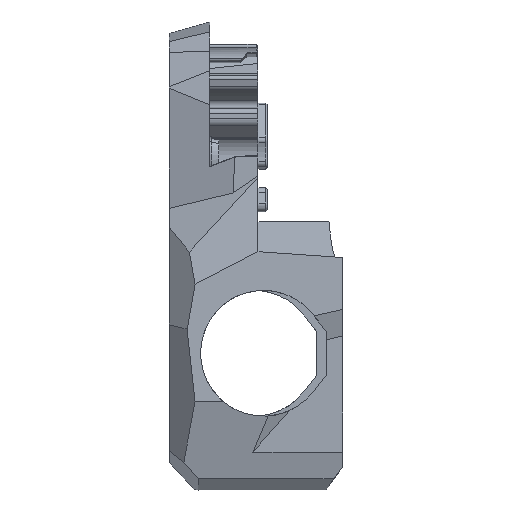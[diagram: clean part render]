
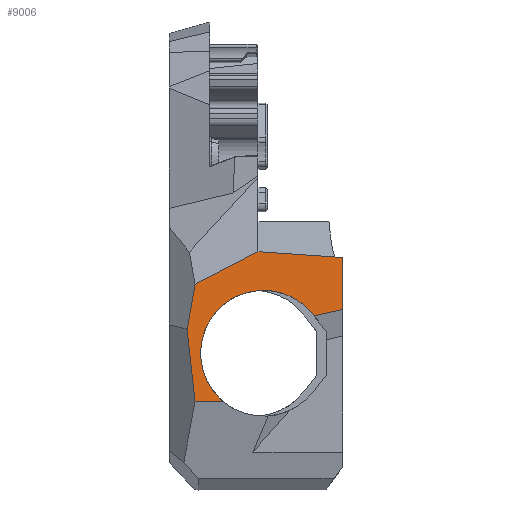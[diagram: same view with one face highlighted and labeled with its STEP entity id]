
A CAD part, front view. The second image highlights one B-rep face of the part: STEP entity #9006.
In plain terms, the highlighted planar face has unit normal (0, -0.999, 0.043).
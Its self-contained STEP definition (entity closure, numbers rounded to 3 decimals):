
#35=ELLIPSE('',#9519,13.262,13.25);
#784=FACE_OUTER_BOUND('',#1294,.T.);
#1294=EDGE_LOOP('',(#6938,#6939,#6940,#6941,#6942,#6943,#6944,#6945,#6946,
#6947));
#1906=LINE('',#13331,#2895);
#2125=LINE('',#16951,#3114);
#2159=LINE('',#17068,#3148);
#2160=LINE('',#17069,#3149);
#2161=LINE('',#17071,#3150);
#2162=LINE('',#17073,#3151);
#2163=LINE('',#17075,#3152);
#2164=LINE('',#17077,#3153);
#2165=LINE('',#17078,#3154);
#2895=VECTOR('',#10675,1000.);
#3114=VECTOR('',#11274,1000.);
#3148=VECTOR('',#11404,1000.);
#3149=VECTOR('',#11405,1000.);
#3150=VECTOR('',#11406,1000.);
#3151=VECTOR('',#11407,1000.);
#3152=VECTOR('',#11408,1000.);
#3153=VECTOR('',#11409,1000.);
#3154=VECTOR('',#11410,1000.);
#3830=VERTEX_POINT('',#13328);
#3831=VERTEX_POINT('',#13330);
#3933=VERTEX_POINT('',#13727);
#3934=VERTEX_POINT('',#13729);
#4119=VERTEX_POINT('',#16868);
#4191=VERTEX_POINT('',#17067);
#4192=VERTEX_POINT('',#17070);
#4193=VERTEX_POINT('',#17072);
#4194=VERTEX_POINT('',#17074);
#4195=VERTEX_POINT('',#17076);
#4777=EDGE_CURVE('',#3831,#3830,#1906,.T.);
#4898=EDGE_CURVE('',#3933,#3934,#35,.T.);
#5162=EDGE_CURVE('',#3830,#4119,#2125,.T.);
#5220=EDGE_CURVE('',#4191,#3933,#2159,.T.);
#5221=EDGE_CURVE('',#4191,#3831,#2160,.T.);
#5222=EDGE_CURVE('',#4119,#4192,#2161,.T.);
#5223=EDGE_CURVE('',#4192,#4193,#2162,.T.);
#5224=EDGE_CURVE('',#4193,#4194,#2163,.T.);
#5225=EDGE_CURVE('',#4194,#4195,#2164,.T.);
#5226=EDGE_CURVE('',#4195,#3934,#2165,.T.);
#6938=ORIENTED_EDGE('',*,*,#5220,.F.);
#6939=ORIENTED_EDGE('',*,*,#5221,.T.);
#6940=ORIENTED_EDGE('',*,*,#4777,.T.);
#6941=ORIENTED_EDGE('',*,*,#5162,.T.);
#6942=ORIENTED_EDGE('',*,*,#5222,.T.);
#6943=ORIENTED_EDGE('',*,*,#5223,.T.);
#6944=ORIENTED_EDGE('',*,*,#5224,.T.);
#6945=ORIENTED_EDGE('',*,*,#5225,.T.);
#6946=ORIENTED_EDGE('',*,*,#5226,.T.);
#6947=ORIENTED_EDGE('',*,*,#4898,.F.);
#8615=PLANE('',#9700);
#9006=ADVANCED_FACE('',(#784),#8615,.F.);
#9519=AXIS2_PLACEMENT_3D('',#13730,#10862,#10863);
#9700=AXIS2_PLACEMENT_3D('',#17066,#11402,#11403);
#10675=DIRECTION('',(0.,0.043,0.999));
#10862=DIRECTION('center_axis',(0.,-0.999,
0.043));
#10863=DIRECTION('ref_axis',(0.,-0.043,-0.999));
#11274=DIRECTION('',(-0.998,0.003,0.069));
#11402=DIRECTION('center_axis',(0.,0.999,
-0.043));
#11403=DIRECTION('ref_axis',(-1.,0.,0.));
#11404=DIRECTION('',(-0.608,0.034,0.793));
#11405=DIRECTION('',(0.977,0.009,0.212));
#11406=DIRECTION('',(-0.998,0.003,0.069));
#11407=DIRECTION('',(-0.889,-0.019,-0.457));
#11408=DIRECTION('',(-0.173,-0.042,-0.984));
#11409=DIRECTION('',(0.108,-0.042,-0.993));
#11410=DIRECTION('',(1.,0.,0.));
#13328=CARTESIAN_POINT('',(16.2,-27.683,27.959));
#13330=CARTESIAN_POINT('',(16.2,-28.149,17.005));
#13331=CARTESIAN_POINT('',(16.2,-28.538,7.875));
#13727=CARTESIAN_POINT('',(10.032,-28.198,15.86));
#13729=CARTESIAN_POINT('',(-9.001,-28.973,-2.353));
#13730=CARTESIAN_POINT('Origin',(-0.48,-28.542,7.794));
#16868=CARTESIAN_POINT('',(-1.65,-27.631,29.185));
#16951=CARTESIAN_POINT('',(1.908,-27.641,28.941));
#17066=CARTESIAN_POINT('Origin',(21.119,-28.538,7.875));
#17067=CARTESIAN_POINT('',(10.157,-28.205,15.697));
#17068=CARTESIAN_POINT('',(12.459,-28.333,12.697));
#17069=CARTESIAN_POINT('',(20.298,-28.112,17.893));
#17070=CARTESIAN_POINT('',(-1.654,-27.631,29.186));
#17071=CARTESIAN_POINT('',(1.908,-27.641,28.941));
#17072=CARTESIAN_POINT('',(-14.898,-27.921,22.375));
#17073=CARTESIAN_POINT('',(-3.737,-27.677,28.115));
#17074=CARTESIAN_POINT('',(-16.575,-28.326,12.857));
#17075=CARTESIAN_POINT('',(-17.058,-28.443,10.119));
#17076=CARTESIAN_POINT('',(-14.915,-28.973,-2.353));
#17077=CARTESIAN_POINT('',(-15.907,-28.587,6.729));
#17078=CARTESIAN_POINT('',(21.119,-28.973,-2.353));
